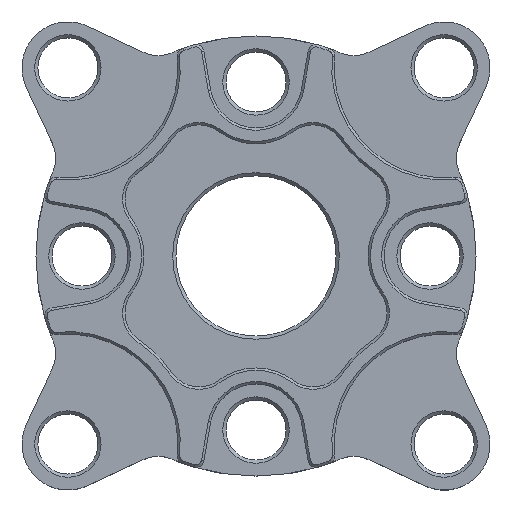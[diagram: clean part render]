
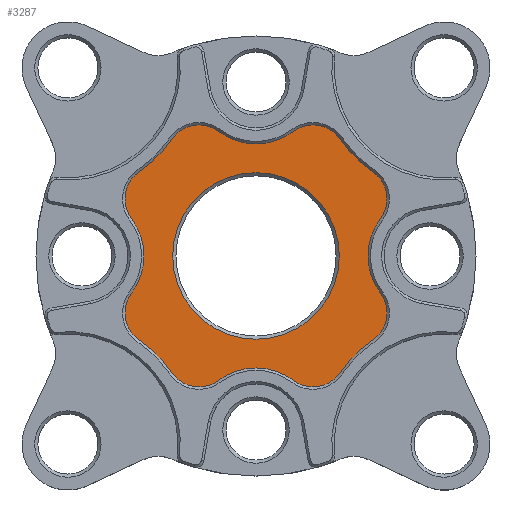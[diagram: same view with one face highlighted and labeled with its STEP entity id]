
A CAD part, top view. The second image highlights one B-rep face of the part: STEP entity #3287.
In plain terms, the highlighted planar face has unit normal (0, 0, 1).
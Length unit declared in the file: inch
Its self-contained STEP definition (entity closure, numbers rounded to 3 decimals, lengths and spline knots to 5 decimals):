
#41=FACE_BOUND('',#422,.T.);
#57=PLANE('',#3656);
#202=FACE_OUTER_BOUND('',#421,.T.);
#421=EDGE_LOOP('',(#2410,#2411,#2412,#2413,#2414,#2415,#2416,#2417,#2418,
#2419,#2420,#2421,#2422,#2423,#2424,#2425));
#422=EDGE_LOOP('',(#2426));
#1198=CIRCLE('',#3655,0.5205);
#1199=CIRCLE('',#3657,0.2068);
#1200=CIRCLE('',#3658,0.7875);
#1201=CIRCLE('',#3659,0.2068);
#1202=CIRCLE('',#3660,0.3875);
#1203=CIRCLE('',#3661,0.2068);
#1204=CIRCLE('',#3662,0.7875);
#1205=CIRCLE('',#3663,0.2068);
#1206=CIRCLE('',#3664,0.3875);
#1207=CIRCLE('',#3665,0.2068);
#1208=CIRCLE('',#3666,0.7875);
#1209=CIRCLE('',#3667,0.2068);
#1210=CIRCLE('',#3668,0.3875);
#1211=CIRCLE('',#3669,0.2068);
#1212=CIRCLE('',#3670,0.7875);
#1213=CIRCLE('',#3671,0.2068);
#1214=CIRCLE('',#3672,0.3875);
#1493=VERTEX_POINT('',#5538);
#1494=VERTEX_POINT('',#5542);
#1495=VERTEX_POINT('',#5543);
#1496=VERTEX_POINT('',#5545);
#1497=VERTEX_POINT('',#5547);
#1498=VERTEX_POINT('',#5549);
#1499=VERTEX_POINT('',#5551);
#1500=VERTEX_POINT('',#5553);
#1501=VERTEX_POINT('',#5555);
#1502=VERTEX_POINT('',#5557);
#1503=VERTEX_POINT('',#5559);
#1504=VERTEX_POINT('',#5561);
#1505=VERTEX_POINT('',#5563);
#1506=VERTEX_POINT('',#5565);
#1507=VERTEX_POINT('',#5567);
#1508=VERTEX_POINT('',#5569);
#1509=VERTEX_POINT('',#5571);
#1831=EDGE_CURVE('',#1493,#1493,#1198,.T.);
#1832=EDGE_CURVE('',#1494,#1495,#1199,.T.);
#1833=EDGE_CURVE('',#1496,#1495,#1200,.T.);
#1834=EDGE_CURVE('',#1496,#1497,#1201,.T.);
#1835=EDGE_CURVE('',#1498,#1497,#1202,.T.);
#1836=EDGE_CURVE('',#1498,#1499,#1203,.T.);
#1837=EDGE_CURVE('',#1500,#1499,#1204,.T.);
#1838=EDGE_CURVE('',#1500,#1501,#1205,.T.);
#1839=EDGE_CURVE('',#1502,#1501,#1206,.T.);
#1840=EDGE_CURVE('',#1502,#1503,#1207,.T.);
#1841=EDGE_CURVE('',#1504,#1503,#1208,.T.);
#1842=EDGE_CURVE('',#1504,#1505,#1209,.T.);
#1843=EDGE_CURVE('',#1506,#1505,#1210,.T.);
#1844=EDGE_CURVE('',#1506,#1507,#1211,.T.);
#1845=EDGE_CURVE('',#1508,#1507,#1212,.T.);
#1846=EDGE_CURVE('',#1508,#1509,#1213,.T.);
#1847=EDGE_CURVE('',#1494,#1509,#1214,.T.);
#2410=ORIENTED_EDGE('',*,*,#1832,.T.);
#2411=ORIENTED_EDGE('',*,*,#1833,.F.);
#2412=ORIENTED_EDGE('',*,*,#1834,.T.);
#2413=ORIENTED_EDGE('',*,*,#1835,.F.);
#2414=ORIENTED_EDGE('',*,*,#1836,.T.);
#2415=ORIENTED_EDGE('',*,*,#1837,.F.);
#2416=ORIENTED_EDGE('',*,*,#1838,.T.);
#2417=ORIENTED_EDGE('',*,*,#1839,.F.);
#2418=ORIENTED_EDGE('',*,*,#1840,.T.);
#2419=ORIENTED_EDGE('',*,*,#1841,.F.);
#2420=ORIENTED_EDGE('',*,*,#1842,.T.);
#2421=ORIENTED_EDGE('',*,*,#1843,.F.);
#2422=ORIENTED_EDGE('',*,*,#1844,.T.);
#2423=ORIENTED_EDGE('',*,*,#1845,.F.);
#2424=ORIENTED_EDGE('',*,*,#1846,.T.);
#2425=ORIENTED_EDGE('',*,*,#1847,.F.);
#2426=ORIENTED_EDGE('',*,*,#1831,.F.);
#3287=ADVANCED_FACE('',(#202,#41),#57,.T.);
#3655=AXIS2_PLACEMENT_3D('',#5540,#4367,#4368);
#3656=AXIS2_PLACEMENT_3D('',#5541,#4369,#4370);
#3657=AXIS2_PLACEMENT_3D('',#5544,#4371,#4372);
#3658=AXIS2_PLACEMENT_3D('',#5546,#4373,#4374);
#3659=AXIS2_PLACEMENT_3D('',#5548,#4375,#4376);
#3660=AXIS2_PLACEMENT_3D('',#5550,#4377,#4378);
#3661=AXIS2_PLACEMENT_3D('',#5552,#4379,#4380);
#3662=AXIS2_PLACEMENT_3D('',#5554,#4381,#4382);
#3663=AXIS2_PLACEMENT_3D('',#5556,#4383,#4384);
#3664=AXIS2_PLACEMENT_3D('',#5558,#4385,#4386);
#3665=AXIS2_PLACEMENT_3D('',#5560,#4387,#4388);
#3666=AXIS2_PLACEMENT_3D('',#5562,#4389,#4390);
#3667=AXIS2_PLACEMENT_3D('',#5564,#4391,#4392);
#3668=AXIS2_PLACEMENT_3D('',#5566,#4393,#4394);
#3669=AXIS2_PLACEMENT_3D('',#5568,#4395,#4396);
#3670=AXIS2_PLACEMENT_3D('',#5570,#4397,#4398);
#3671=AXIS2_PLACEMENT_3D('',#5572,#4399,#4400);
#3672=AXIS2_PLACEMENT_3D('',#5573,#4401,#4402);
#4367=DIRECTION('center_axis',(0.,0.,1.));
#4368=DIRECTION('ref_axis',(-1.,0.,0.));
#4369=DIRECTION('center_axis',(0.,0.,1.));
#4370=DIRECTION('ref_axis',(-1.,0.,0.));
#4371=DIRECTION('center_axis',(0.,0.,1.));
#4372=DIRECTION('ref_axis',(-0.6,-0.8,0.));
#4373=DIRECTION('center_axis',(0.,0.,1.));
#4374=DIRECTION('ref_axis',(0.114,-0.993,0.));
#4375=DIRECTION('center_axis',(0.,0.,1.));
#4376=DIRECTION('ref_axis',(0.567,-0.824,0.));
#4377=DIRECTION('center_axis',(0.,0.,1.));
#4378=DIRECTION('ref_axis',(0.174,-0.985,0.));
#4379=DIRECTION('center_axis',(0.,0.,1.));
#4380=DIRECTION('ref_axis',(0.8,-0.6,0.));
#4381=DIRECTION('center_axis',(0.,0.,1.));
#4382=DIRECTION('ref_axis',(0.993,0.114,0.));
#4383=DIRECTION('center_axis',(0.,0.,1.));
#4384=DIRECTION('ref_axis',(0.824,0.567,0.));
#4385=DIRECTION('center_axis',(0.,0.,1.));
#4386=DIRECTION('ref_axis',(0.985,0.174,0.));
#4387=DIRECTION('center_axis',(0.,0.,1.));
#4388=DIRECTION('ref_axis',(0.6,0.8,0.));
#4389=DIRECTION('center_axis',(0.,0.,1.));
#4390=DIRECTION('ref_axis',(-0.114,0.993,0.));
#4391=DIRECTION('center_axis',(0.,0.,1.));
#4392=DIRECTION('ref_axis',(-0.567,0.824,0.));
#4393=DIRECTION('center_axis',(0.,0.,1.));
#4394=DIRECTION('ref_axis',(-0.174,0.985,0.));
#4395=DIRECTION('center_axis',(0.,0.,1.));
#4396=DIRECTION('ref_axis',(-0.8,0.6,0.));
#4397=DIRECTION('center_axis',(0.,0.,1.));
#4398=DIRECTION('ref_axis',(-0.993,-0.114,0.));
#4399=DIRECTION('center_axis',(0.,0.,1.));
#4400=DIRECTION('ref_axis',(-0.824,-0.567,0.));
#4401=DIRECTION('center_axis',(0.,0.,1.));
#4402=DIRECTION('ref_axis',(-0.985,-0.174,0.));
#5538=CARTESIAN_POINT('',(0.5205,0.,0.25));
#5540=CARTESIAN_POINT('Origin',(0.,0.,0.25));
#5541=CARTESIAN_POINT('Origin',(0.,0.,0.25));
#5542=CARTESIAN_POINT('',(-0.23241,0.77743,0.25));
#5543=CARTESIAN_POINT('',(-0.5268,0.72918,0.25));
#5544=CARTESIAN_POINT('Origin',(-0.35644,0.61195,0.25));
#5545=CARTESIAN_POINT('',(-0.72918,0.5268,0.25));
#5546=CARTESIAN_POINT('Origin',(-1.17557,1.17557,0.25));
#5547=CARTESIAN_POINT('',(-0.77743,0.23241,0.25));
#5548=CARTESIAN_POINT('Origin',(-0.61195,0.35644,0.25));
#5549=CARTESIAN_POINT('',(-0.77743,-0.23241,0.25));
#5550=CARTESIAN_POINT('Origin',(-1.0875,0.,0.25));
#5551=CARTESIAN_POINT('',(-0.72918,-0.5268,0.25));
#5552=CARTESIAN_POINT('Origin',(-0.61195,-0.35644,0.25));
#5553=CARTESIAN_POINT('',(-0.5268,-0.72918,0.25));
#5554=CARTESIAN_POINT('Origin',(-1.17557,-1.17557,0.25));
#5555=CARTESIAN_POINT('',(-0.23241,-0.77743,0.25));
#5556=CARTESIAN_POINT('Origin',(-0.35644,-0.61195,0.25));
#5557=CARTESIAN_POINT('',(0.23241,-0.77743,0.25));
#5558=CARTESIAN_POINT('Origin',(0.,-1.0875,0.25));
#5559=CARTESIAN_POINT('',(0.5268,-0.72918,0.25));
#5560=CARTESIAN_POINT('Origin',(0.35644,-0.61195,0.25));
#5561=CARTESIAN_POINT('',(0.72918,-0.5268,0.25));
#5562=CARTESIAN_POINT('Origin',(1.17557,-1.17557,0.25));
#5563=CARTESIAN_POINT('',(0.77743,-0.23241,0.25));
#5564=CARTESIAN_POINT('Origin',(0.61195,-0.35644,0.25));
#5565=CARTESIAN_POINT('',(0.77743,0.23241,0.25));
#5566=CARTESIAN_POINT('Origin',(1.0875,0.,0.25));
#5567=CARTESIAN_POINT('',(0.72918,0.5268,0.25));
#5568=CARTESIAN_POINT('Origin',(0.61195,0.35644,0.25));
#5569=CARTESIAN_POINT('',(0.5268,0.72918,0.25));
#5570=CARTESIAN_POINT('Origin',(1.17557,1.17557,0.25));
#5571=CARTESIAN_POINT('',(0.23241,0.77743,0.25));
#5572=CARTESIAN_POINT('Origin',(0.35644,0.61195,0.25));
#5573=CARTESIAN_POINT('Origin',(0.,1.0875,0.25));
